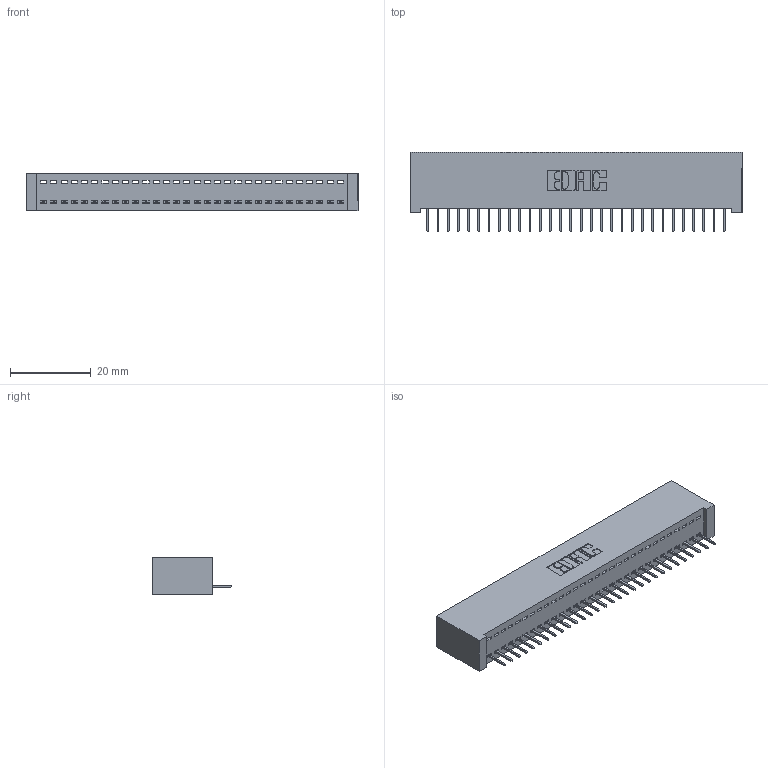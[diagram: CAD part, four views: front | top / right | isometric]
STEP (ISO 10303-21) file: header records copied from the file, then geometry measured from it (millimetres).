
FILE_DESCRIPTION (( 'STEP AP203' ), '1' );
FILE_NAME ('342-030-524-101.STEP', '2018-08-11T15:22:25', ( '' ), ( '' ), 'SwSTEP 2.0', 'SolidWorks 2016', '' );
FILE_SCHEMA (( 'CONFIG_CONTROL_DESIGN' ));
Length unit declared in the file: inch
Products named in the file (3): 345-292-001_345-293-124; 342-030-524-101; 342 Part_Lugless
Assembly tree (31 placements, depth 2):
  342-030-524-101
    342 Part_Lugless
    345-292-001_345-293-124  x30
Bounding box: 82.45 x 19.69 x 9.4 mm (x, y, z)
Volume: 7475.3 mm3; surface area: 10708.3 mm2
Topology: 31 solids, 31 shells, 1962 faces, 5675 edges, 3662 vertices
Faces by surface type: plane 1502, cylinder 460
Entity records: 19557 total; most frequent: CARTESIAN_POINT 3380, ORIENTED_EDGE 3346, DIRECTION 2869, EDGE_CURVE 1673, VECTOR 1557, LINE 1557, VERTEX_POINT 1110, AXIS2_PLACEMENT_3D 656
